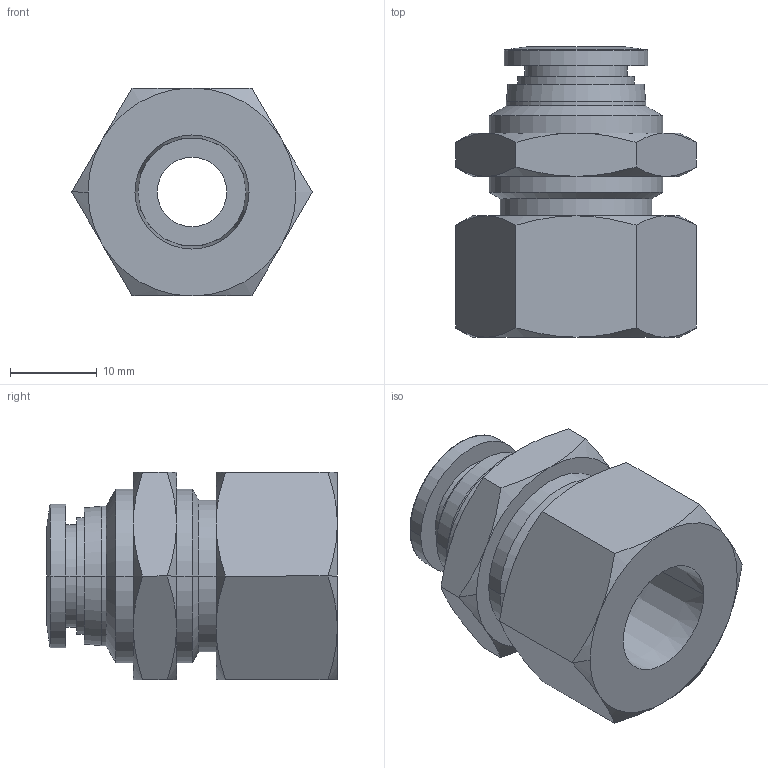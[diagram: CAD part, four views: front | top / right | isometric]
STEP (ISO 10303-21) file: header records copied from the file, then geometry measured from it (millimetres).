
FILE_DESCRIPTION (( 'STEP AP214' ), '1' );
FILE_NAME ('FB10M-14R.step', '2016-02-24T20:31:57', ( '' ), ( '' ), 'SwSTEP 2.0', 'SolidWorks 2015', '' );
FILE_SCHEMA (( 'AUTOMOTIVE_DESIGN' ));
Length unit declared in the file: inch
Products named in the file (1): FB10M-14R
Bounding box: 27.71 x 33.55 x 24 mm (x, y, z)
Volume: 9611.6 mm3; surface area: 4921.6 mm2
Topology: 1 solids, 1 shells, 82 faces, 176 edges, 104 vertices
Faces by surface type: cone 38, plane 22, cylinder 18, bspline 2, torus 2
Entity records: 3480 total; most frequent: CARTESIAN_POINT 633, DIRECTION 374, ORIENTED_EDGE 352, EDGE_CURVE 176, AXIS2_PLACEMENT_3D 165, VERTEX_POINT 104, EDGE_LOOP 92, DIMENSIONAL_EXPONENTS 85
